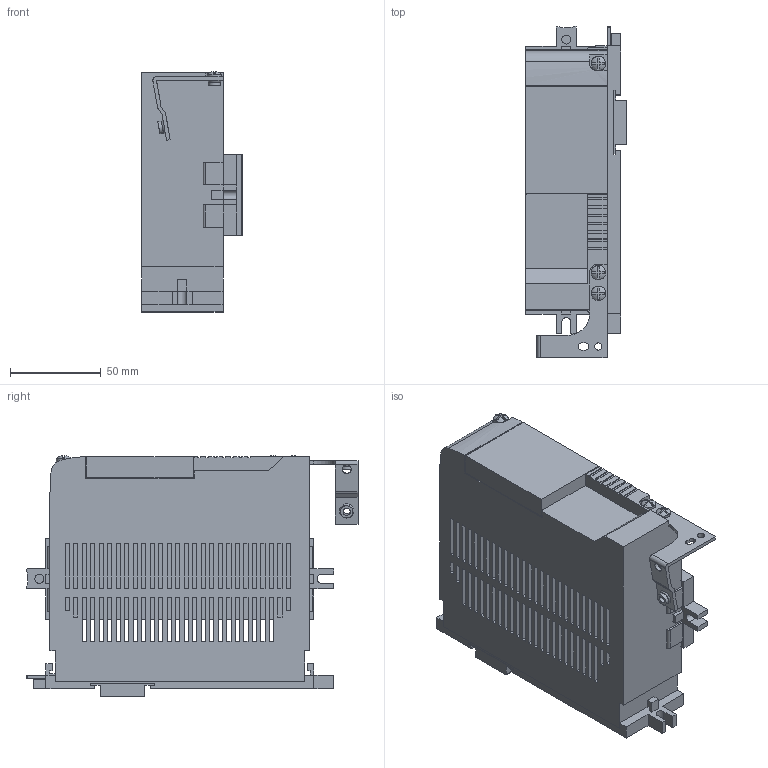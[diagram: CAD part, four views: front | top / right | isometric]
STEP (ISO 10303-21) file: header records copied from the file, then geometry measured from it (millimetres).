
FILE_DESCRIPTION( ( 'STEP AP214' ), '1' );
FILE_NAME( 'ACS55-01N-02A2-1-U_2_14b.stp', ' ', ( ' ' ), ( ' ' ), 'PSStep 15.0.47', 'PARTsolutions', ' ' );
FILE_SCHEMA( ( 'AUTOMOTIVE_DESIGN { 1 0 10303 214 1 1 1 1 }' ) );
Length unit declared in the file: millimetre
Products named in the file (5): ACS55-01N-02A2-1-U; _acs55_body_a; _acs55_tack_1_a; _acs55_rail_a; _acs55_tack_2_a
Assembly tree (5 placements, depth 2):
  ACS55-01N-02A2-1-U
    _acs55_body_a
    _acs55_tack_1_a
    _acs55_rail_a  x2
    _acs55_tack_2_a
Bounding box: 55.7 x 183.4 x 132.96 mm (x, y, z)
Volume: 357224.4 mm3; surface area: 158737.4 mm2
Topology: 5 solids, 5 shells, 796 faces, 2324 edges, 1548 vertices
Faces by surface type: plane 751, cylinder 40, sphere 3, cone 2
Full cylindrical faces by diameter (mm): 4 x2, 5 x3, 6.845 x2, 8 x3
Entity records: 32178 total; most frequent: CARTESIAN_POINT 4638, ORIENTED_EDGE 4516, DIRECTION 3932, EDGE_CURVE 2258, LINE 2150, VECTOR 2150, VERTEX_POINT 1511, EDGE_LOOP 1067
